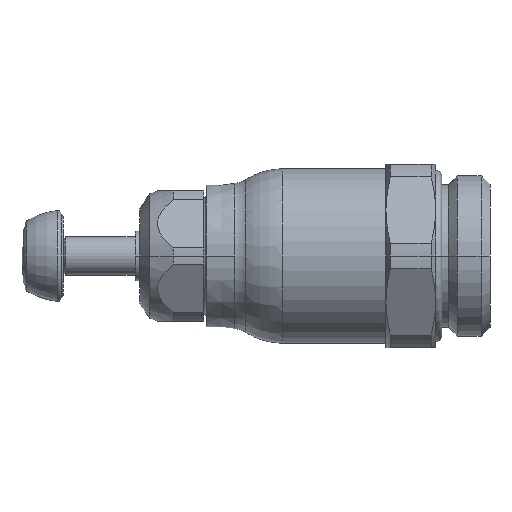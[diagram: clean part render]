
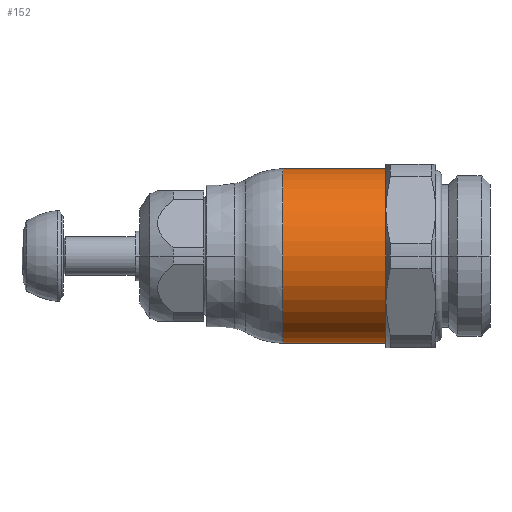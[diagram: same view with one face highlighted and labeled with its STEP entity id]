
A CAD part, left-side view. The second image highlights one B-rep face of the part: STEP entity #152.
In plain terms, the highlighted cylindrical face has radius 11.4 mm (diameter 22.801 mm), a full revolution.
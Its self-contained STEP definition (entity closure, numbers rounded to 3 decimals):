
#152=ADVANCED_FACE('',(#391,#392),#393,.T.);
#391=FACE_BOUND('',#637,.T.);
#392=FACE_BOUND('',#638,.T.);
#393=CYLINDRICAL_SURFACE('',#639,11.4);
#637=EDGE_LOOP('',(#1493,#1494,#1495));
#638=EDGE_LOOP('',(#1496,#1497));
#639=AXIS2_PLACEMENT_3D('',#1498,#1499,#1500);
#1493=ORIENTED_EDGE('',*,*,#1665,.T.);
#1494=ORIENTED_EDGE('',*,*,#1621,.T.);
#1495=ORIENTED_EDGE('',*,*,#1800,.F.);
#1496=ORIENTED_EDGE('',*,*,#1694,.T.);
#1497=ORIENTED_EDGE('',*,*,#1695,.T.);
#1498=CARTESIAN_POINT('',(0.0,6.75,0.0));
#1499=DIRECTION('',(0.0,1.0,0.0));
#1500=DIRECTION('',(-1.0,0.0,0.0));
#1621=EDGE_CURVE('',#1974,#1972,#1975,.T.);
#1665=EDGE_CURVE('',#2044,#1974,#2045,.T.);
#1694=EDGE_CURVE('',#2087,#2088,#2089,.T.);
#1695=EDGE_CURVE('',#2088,#2087,#2090,.T.);
#1800=EDGE_CURVE('',#2044,#1972,#2254,.T.);
#1972=VERTEX_POINT('',#2548);
#1974=VERTEX_POINT('',#2583);
#1975=B_SPLINE_CURVE_WITH_KNOTS('',3,(#2584,#2585,#2586,#2587,#2588,#2589,#2590,#2591,#2592,#2593,#2594,#2595,#2596,#2597,#2598,#2599,#2600,#2601,#2602,#2603,#2604,#2605,#2606,#2607,#2608,#2609,#2610,#2611,#2612,#2613,#2614,#2615,#2616,#2617),.UNSPECIFIED.,.F.,.F.,(4,2,2,2,2,2,2,2,2,2,2,2,2,2,2,2,4),(0.0,1.433,2.865,4.298,5.731,7.151,8.571,9.99,11.41,12.83,14.25,15.67,17.09,18.523,19.955,21.388,22.821),.UNSPECIFIED.);
#2044=VERTEX_POINT('',#2767);
#2045=B_SPLINE_CURVE_WITH_KNOTS('',3,(#2768,#2769,#2770,#2771,#2772,#2773,#2774,#2775,#2776,#2777,#2778,#2779,#2780,#2781,#2782,#2783,#2784,#2785,#2786,#2787,#2788,#2789,#2790,#2791,#2792,#2793,#2794,#2795,#2796,#2797,#2798,#2799,#2800,#2801),.UNSPECIFIED.,.F.,.F.,(4,2,2,2,2,2,2,2,2,2,2,2,2,2,2,2,4),(0.0,1.433,2.865,4.298,5.731,7.151,8.571,9.99,11.41,12.83,14.25,15.67,17.09,18.523,19.955,21.388,22.821),.UNSPECIFIED.);
#2087=VERTEX_POINT('',#2900);
#2088=VERTEX_POINT('',#2901);
#2089=CIRCLE('',#2902,11.4);
#2090=CIRCLE('',#2903,11.4);
#2254=CIRCLE('',#3322,11.4);
#2548=CARTESIAN_POINT('',(8.757,13.5,7.3));
#2583=CARTESIAN_POINT('',(11.4,6.25,0.));
#2584=CARTESIAN_POINT('',(8.757,13.55,-7.3));
#2585=CARTESIAN_POINT('',(8.757,13.072,-7.3));
#2586=CARTESIAN_POINT('',(8.797,12.586,-7.252));
#2587=CARTESIAN_POINT('',(8.952,11.631,-7.06));
#2588=CARTESIAN_POINT('',(9.066,11.162,-6.915));
#2589=CARTESIAN_POINT('',(9.341,10.271,-6.54));
#2590=CARTESIAN_POINT('',(9.501,9.847,-6.309));
#2591=CARTESIAN_POINT('',(9.832,9.064,-5.779));
#2592=CARTESIAN_POINT('',(10.003,8.706,-5.48));
#2593=CARTESIAN_POINT('',(10.325,8.073,-4.847));
#2594=CARTESIAN_POINT('',(10.487,7.775,-4.49));
#2595=CARTESIAN_POINT('',(10.789,7.244,-3.707));
#2596=CARTESIAN_POINT('',(10.928,7.011,-3.282));
#2597=CARTESIAN_POINT('',(11.158,6.634,-2.386));
#2598=CARTESIAN_POINT('',(11.249,6.489,-1.915));
#2599=CARTESIAN_POINT('',(11.37,6.297,-0.958));
#2600=CARTESIAN_POINT('',(11.4,6.25,-0.473));
#2601=CARTESIAN_POINT('',(11.4,6.25,0.473));
#2602=CARTESIAN_POINT('',(11.37,6.297,0.958));
#2603=CARTESIAN_POINT('',(11.249,6.489,1.915));
#2604=CARTESIAN_POINT('',(11.158,6.634,2.386));
#2605=CARTESIAN_POINT('',(10.928,7.011,3.282));
#2606=CARTESIAN_POINT('',(10.789,7.244,3.707));
#2607=CARTESIAN_POINT('',(10.487,7.775,4.49));
#2608=CARTESIAN_POINT('',(10.325,8.073,4.847));
#2609=CARTESIAN_POINT('',(10.003,8.706,5.48));
#2610=CARTESIAN_POINT('',(9.832,9.064,5.779));
#2611=CARTESIAN_POINT('',(9.501,9.847,6.309));
#2612=CARTESIAN_POINT('',(9.341,10.271,6.54));
#2613=CARTESIAN_POINT('',(9.066,11.162,6.915));
#2614=CARTESIAN_POINT('',(8.952,11.631,7.06));
#2615=CARTESIAN_POINT('',(8.797,12.586,7.252));
#2616=CARTESIAN_POINT('',(8.757,13.072,7.3));
#2617=CARTESIAN_POINT('',(8.757,13.55,7.3));
#2767=CARTESIAN_POINT('',(8.757,13.5,-7.3));
#2768=CARTESIAN_POINT('',(8.757,13.55,-7.3));
#2769=CARTESIAN_POINT('',(8.757,13.072,-7.3));
#2770=CARTESIAN_POINT('',(8.797,12.586,-7.252));
#2771=CARTESIAN_POINT('',(8.952,11.631,-7.06));
#2772=CARTESIAN_POINT('',(9.066,11.162,-6.915));
#2773=CARTESIAN_POINT('',(9.341,10.271,-6.54));
#2774=CARTESIAN_POINT('',(9.501,9.847,-6.309));
#2775=CARTESIAN_POINT('',(9.832,9.064,-5.779));
#2776=CARTESIAN_POINT('',(10.003,8.706,-5.48));
#2777=CARTESIAN_POINT('',(10.325,8.073,-4.847));
#2778=CARTESIAN_POINT('',(10.487,7.775,-4.49));
#2779=CARTESIAN_POINT('',(10.789,7.244,-3.707));
#2780=CARTESIAN_POINT('',(10.928,7.011,-3.282));
#2781=CARTESIAN_POINT('',(11.158,6.634,-2.386));
#2782=CARTESIAN_POINT('',(11.249,6.489,-1.915));
#2783=CARTESIAN_POINT('',(11.37,6.297,-0.958));
#2784=CARTESIAN_POINT('',(11.4,6.25,-0.473));
#2785=CARTESIAN_POINT('',(11.4,6.25,0.473));
#2786=CARTESIAN_POINT('',(11.37,6.297,0.958));
#2787=CARTESIAN_POINT('',(11.249,6.489,1.915));
#2788=CARTESIAN_POINT('',(11.158,6.634,2.386));
#2789=CARTESIAN_POINT('',(10.928,7.011,3.282));
#2790=CARTESIAN_POINT('',(10.789,7.244,3.707));
#2791=CARTESIAN_POINT('',(10.487,7.775,4.49));
#2792=CARTESIAN_POINT('',(10.325,8.073,4.847));
#2793=CARTESIAN_POINT('',(10.003,8.706,5.48));
#2794=CARTESIAN_POINT('',(9.832,9.064,5.779));
#2795=CARTESIAN_POINT('',(9.501,9.847,6.309));
#2796=CARTESIAN_POINT('',(9.341,10.271,6.54));
#2797=CARTESIAN_POINT('',(9.066,11.162,6.915));
#2798=CARTESIAN_POINT('',(8.952,11.631,7.06));
#2799=CARTESIAN_POINT('',(8.797,12.586,7.252));
#2800=CARTESIAN_POINT('',(8.757,13.072,7.3));
#2801=CARTESIAN_POINT('',(8.757,13.55,7.3));
#2900=CARTESIAN_POINT('',(-11.4,0.0,0.0));
#2901=CARTESIAN_POINT('',(11.4,0.0,0.));
#2902=AXIS2_PLACEMENT_3D('',#3663,#3664,#3665);
#2903=AXIS2_PLACEMENT_3D('',#3666,#3667,#3668);
#3322=AXIS2_PLACEMENT_3D('',#3853,#3854,#3855);
#3663=CARTESIAN_POINT('',(0.0,0.0,0.0));
#3664=DIRECTION('',(0.0,1.0,0.0));
#3665=DIRECTION('',(-1.0,0.0,0.0));
#3666=CARTESIAN_POINT('',(0.0,0.0,0.0));
#3667=DIRECTION('',(0.0,1.0,0.0));
#3668=DIRECTION('',(-1.0,0.0,0.0));
#3853=CARTESIAN_POINT('',(0.0,13.5,0.0));
#3854=DIRECTION('',(0.0,1.0,0.0));
#3855=DIRECTION('',(-1.0,0.0,0.0));
